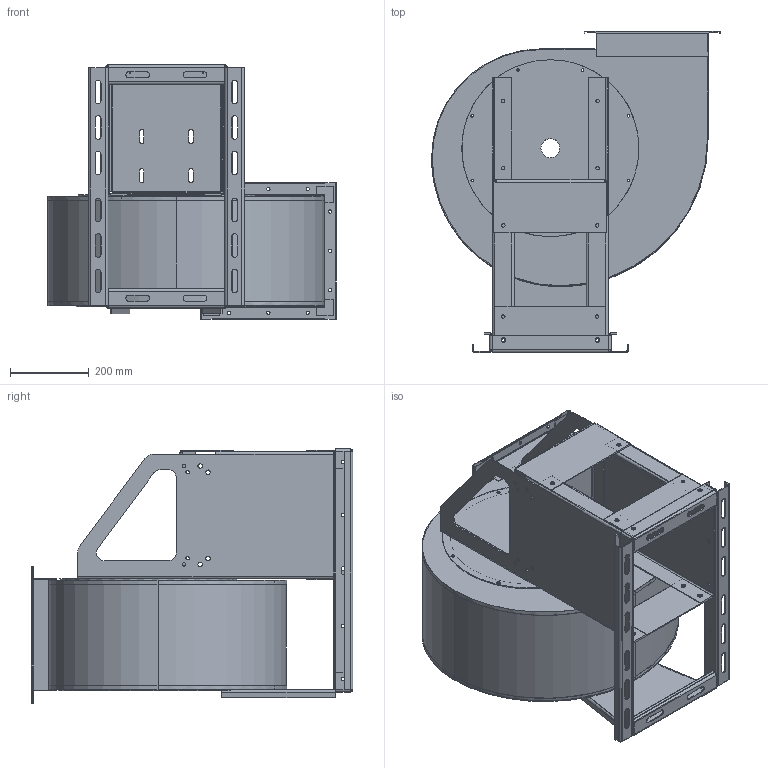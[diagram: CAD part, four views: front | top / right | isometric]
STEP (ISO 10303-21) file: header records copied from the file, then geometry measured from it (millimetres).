
FILE_DESCRIPTION(('STEP AP203'), '1');
FILE_NAME('ÂÐ 280-46-4', '', ('UNSPECIFIED'), ('UNSPECIFIED'), 'ASCON STEP Converter 1.3', 'ASCON Math Kernel', '');
FILE_SCHEMA(('CONFIG_CONTROL_DESIGN'));
Length unit declared in the file: millimetre
Bounding box: 734.4 x 817.6 x 646.2 mm (x, y, z)
Volume: 5967109.4 mm3; surface area: 5506948.5 mm2
Topology: 3 solids, 3 shells, 3978 faces, 11791 edges, 7184 vertices
Faces by surface type: plane 3152, cylinder 824, torus 2
Full cylindrical faces by diameter (mm): 5 x8, 6.5 x16, 8.5 x44, 9.3 x16, 11.3 x38, 48 x1, 92 x1, 312 x1, 315 x1, 319 x1, 320 x1, 402 x1, 410 x2, 450 x1
Entity records: 162699 total; most frequent: CARTESIAN_POINT 23568, ORIENTED_EDGE 23314, DIRECTION 21107, EDGE_CURVE 11657, LINE 9713, VECTOR 9713, VERTEX_POINT 7184, AXIS2_PLACEMENT_3D 5697
